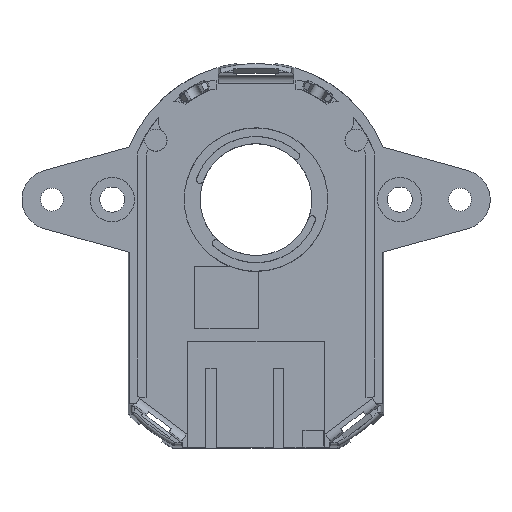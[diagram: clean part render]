
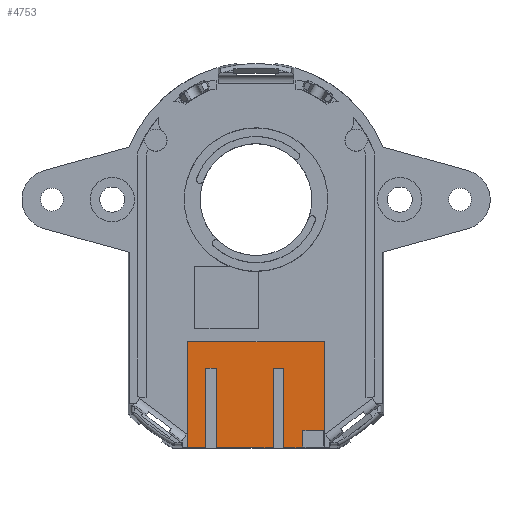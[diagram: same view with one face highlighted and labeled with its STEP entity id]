
A CAD part, top view. The second image highlights one B-rep face of the part: STEP entity #4753.
In plain terms, the highlighted planar face has unit normal (0, 0, 1).
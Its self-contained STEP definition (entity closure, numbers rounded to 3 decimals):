
#473=LINE('',#7623,#844);
#474=LINE('',#7625,#845);
#475=LINE('',#7626,#846);
#476=LINE('',#7627,#847);
#477=LINE('',#7629,#848);
#478=LINE('',#7631,#849);
#479=LINE('',#7633,#850);
#480=LINE('',#7635,#851);
#481=LINE('',#7637,#852);
#482=LINE('',#7639,#853);
#483=LINE('',#7641,#854);
#484=LINE('',#7643,#855);
#485=LINE('',#7645,#856);
#486=LINE('',#7646,#857);
#844=VECTOR('',#6101,1000.);
#845=VECTOR('',#6102,1000.);
#846=VECTOR('',#6103,1000.);
#847=VECTOR('',#6104,1000.);
#848=VECTOR('',#6105,1000.);
#849=VECTOR('',#6106,1000.);
#850=VECTOR('',#6107,1000.);
#851=VECTOR('',#6108,1000.);
#852=VECTOR('',#6109,1000.);
#853=VECTOR('',#6110,1000.);
#854=VECTOR('',#6111,1000.);
#855=VECTOR('',#6112,1000.);
#856=VECTOR('',#6113,1000.);
#857=VECTOR('',#6114,1000.);
#1090=PLANE('',#5181);
#1288=FACE_OUTER_BOUND('',#1567,.T.);
#1567=EDGE_LOOP('',(#3612,#3613,#3614,#3615,#3616,#3617,#3618,#3619,#3620,
#3621,#3622,#3623,#3624,#3625,#3626,#3627));
#1880=CIRCLE('',#5119,2.8);
#1881=CIRCLE('',#5121,2.8);
#2206=VERTEX_POINT('',#7431);
#2207=VERTEX_POINT('',#7433);
#2208=VERTEX_POINT('',#7437);
#2209=VERTEX_POINT('',#7439);
#2266=VERTEX_POINT('',#7621);
#2267=VERTEX_POINT('',#7622);
#2268=VERTEX_POINT('',#7624);
#2269=VERTEX_POINT('',#7628);
#2270=VERTEX_POINT('',#7630);
#2271=VERTEX_POINT('',#7632);
#2272=VERTEX_POINT('',#7634);
#2273=VERTEX_POINT('',#7636);
#2274=VERTEX_POINT('',#7638);
#2275=VERTEX_POINT('',#7640);
#2276=VERTEX_POINT('',#7642);
#2277=VERTEX_POINT('',#7644);
#2702=EDGE_CURVE('',#2206,#2207,#1880,.T.);
#2706=EDGE_CURVE('',#2209,#2208,#1881,.T.);
#2792=EDGE_CURVE('',#2266,#2267,#473,.T.);
#2793=EDGE_CURVE('',#2268,#2266,#474,.T.);
#2794=EDGE_CURVE('',#2268,#2207,#475,.T.);
#2795=EDGE_CURVE('',#2206,#2208,#476,.T.);
#2796=EDGE_CURVE('',#2209,#2269,#477,.T.);
#2797=EDGE_CURVE('',#2269,#2270,#478,.T.);
#2798=EDGE_CURVE('',#2271,#2270,#479,.T.);
#2799=EDGE_CURVE('',#2272,#2271,#480,.T.);
#2800=EDGE_CURVE('',#2273,#2272,#481,.T.);
#2801=EDGE_CURVE('',#2273,#2274,#482,.T.);
#2802=EDGE_CURVE('',#2275,#2274,#483,.T.);
#2803=EDGE_CURVE('',#2276,#2275,#484,.T.);
#2804=EDGE_CURVE('',#2277,#2276,#485,.T.);
#2805=EDGE_CURVE('',#2277,#2267,#486,.T.);
#3612=ORIENTED_EDGE('',*,*,#2792,.F.);
#3613=ORIENTED_EDGE('',*,*,#2793,.F.);
#3614=ORIENTED_EDGE('',*,*,#2794,.T.);
#3615=ORIENTED_EDGE('',*,*,#2702,.F.);
#3616=ORIENTED_EDGE('',*,*,#2795,.T.);
#3617=ORIENTED_EDGE('',*,*,#2706,.F.);
#3618=ORIENTED_EDGE('',*,*,#2796,.T.);
#3619=ORIENTED_EDGE('',*,*,#2797,.T.);
#3620=ORIENTED_EDGE('',*,*,#2798,.F.);
#3621=ORIENTED_EDGE('',*,*,#2799,.F.);
#3622=ORIENTED_EDGE('',*,*,#2800,.F.);
#3623=ORIENTED_EDGE('',*,*,#2801,.T.);
#3624=ORIENTED_EDGE('',*,*,#2802,.F.);
#3625=ORIENTED_EDGE('',*,*,#2803,.F.);
#3626=ORIENTED_EDGE('',*,*,#2804,.F.);
#3627=ORIENTED_EDGE('',*,*,#2805,.T.);
#4753=ADVANCED_FACE('',(#1288),#1090,.T.);
#5119=AXIS2_PLACEMENT_3D('',#7434,#5927,#5928);
#5121=AXIS2_PLACEMENT_3D('',#7441,#5934,#5935);
#5181=AXIS2_PLACEMENT_3D('',#7620,#6099,#6100);
#5927=DIRECTION('center_axis',(0.,0.,1.));
#5928=DIRECTION('ref_axis',(1.,0.,0.));
#5934=DIRECTION('center_axis',(0.,0.,1.));
#5935=DIRECTION('ref_axis',(1.,0.,0.));
#6099=DIRECTION('center_axis',(0.,0.,1.));
#6100=DIRECTION('ref_axis',(0.,-1.,0.));
#6101=DIRECTION('',(0.,-1.,0.));
#6102=DIRECTION('',(-1.,0.,0.));
#6103=DIRECTION('',(0.,1.,0.));
#6104=DIRECTION('',(-1.,0.,0.));
#6105=DIRECTION('',(0.,-1.,0.));
#6106=DIRECTION('',(1.,0.,0.));
#6107=DIRECTION('',(0.,-1.,0.));
#6108=DIRECTION('',(-1.,0.,0.));
#6109=DIRECTION('',(0.,1.,0.));
#6110=DIRECTION('',(1.,0.,0.));
#6111=DIRECTION('',(0.,-1.,0.));
#6112=DIRECTION('',(-1.,0.,0.));
#6113=DIRECTION('',(0.,1.,0.));
#6114=DIRECTION('',(1.,0.,0.));
#7431=CARTESIAN_POINT('',(7.689,-16.,-1.91));
#7433=CARTESIAN_POINT('',(7.72,-16.234,-1.91));
#7434=CARTESIAN_POINT('Origin',(10.478,-15.748,-1.91));
#7437=CARTESIAN_POINT('',(-7.689,-16.,-1.91));
#7439=CARTESIAN_POINT('',(-7.72,-16.234,-1.91));
#7441=CARTESIAN_POINT('Origin',(-10.478,-15.748,-1.91));
#7620=CARTESIAN_POINT('Origin',(0.,-10.42,-1.91));
#7621=CARTESIAN_POINT('',(5.2,-25.982,-1.91));
#7622=CARTESIAN_POINT('',(5.2,-27.982,-1.91));
#7623=CARTESIAN_POINT('',(5.2,-27.982,-1.91));
#7624=CARTESIAN_POINT('',(7.72,-25.982,-1.91));
#7625=CARTESIAN_POINT('',(7.72,-25.982,-1.91));
#7626=CARTESIAN_POINT('',(7.72,-33.931,-1.91));
#7627=CARTESIAN_POINT('',(7.72,-16.,-1.91));
#7628=CARTESIAN_POINT('',(-7.72,-27.982,-1.91));
#7629=CARTESIAN_POINT('',(-7.72,-33.931,-1.91));
#7630=CARTESIAN_POINT('',(-5.67,-27.982,-1.91));
#7631=CARTESIAN_POINT('',(0.,-27.982,-1.91));
#7632=CARTESIAN_POINT('',(-5.67,-19.,-1.91));
#7633=CARTESIAN_POINT('',(-5.67,-19.,-1.91));
#7634=CARTESIAN_POINT('',(-4.47,-19.,-1.91));
#7635=CARTESIAN_POINT('',(-5.67,-19.,-1.91));
#7636=CARTESIAN_POINT('',(-4.47,-27.982,-1.91));
#7637=CARTESIAN_POINT('',(-4.47,-10.42,-1.91));
#7638=CARTESIAN_POINT('',(1.93,-27.982,-1.91));
#7639=CARTESIAN_POINT('',(0.,-27.982,-1.91));
#7640=CARTESIAN_POINT('',(1.93,-19.,-1.91));
#7641=CARTESIAN_POINT('',(1.93,-19.,-1.91));
#7642=CARTESIAN_POINT('',(3.13,-19.,-1.91));
#7643=CARTESIAN_POINT('',(3.13,-19.,-1.91));
#7644=CARTESIAN_POINT('',(3.13,-27.982,-1.91));
#7645=CARTESIAN_POINT('',(3.13,-10.42,-1.91));
#7646=CARTESIAN_POINT('',(0.,-27.982,-1.91));
